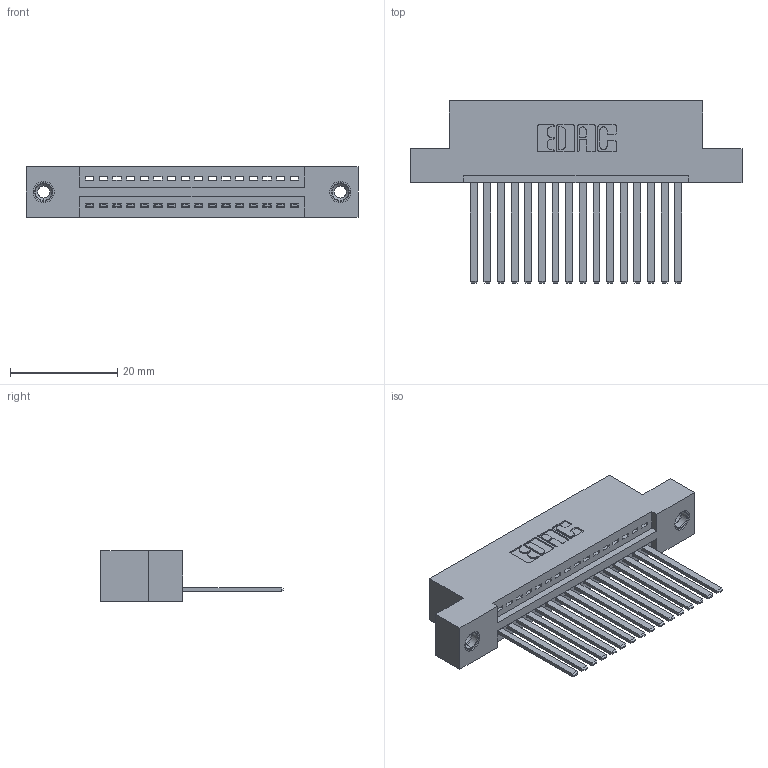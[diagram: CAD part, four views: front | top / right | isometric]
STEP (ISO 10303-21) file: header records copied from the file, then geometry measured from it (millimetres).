
FILE_DESCRIPTION (( 'STEP AP203' ), '1' );
FILE_NAME ('395-016-544-108.STEP', '2018-11-06T20:17:00', ( '' ), ( '' ), 'SwSTEP 2.0', 'SolidWorks 2016', '' );
FILE_SCHEMA (( 'CONFIG_CONTROL_DESIGN' ));
Length unit declared in the file: inch
Products named in the file (4): 345-250-001_345-250-003-102; 345-292-001_345-293-144; 345 Part_Flush Mounting Lugs - 0.156 Dia-TI; 395-016-544-108
Assembly tree (19 placements, depth 2):
  395-016-544-108
    345 Part_Flush Mounting Lugs - 0.156 Dia-TI
    345-292-001_345-293-144  x16
    345-250-001_345-250-003-102  x2
Bounding box: 61.85 x 33.96 x 9.4 mm (x, y, z)
Volume: 5840.3 mm3; surface area: 7983.3 mm2
Topology: 19 solids, 19 shells, 1018 faces, 3005 edges, 1974 vertices
Faces by surface type: plane 688, cylinder 314, cone 12, torus 4
Entity records: 16544 total; most frequent: CARTESIAN_POINT 2847, ORIENTED_EDGE 2790, DIRECTION 2549, EDGE_CURVE 1395, VECTOR 1183, LINE 1183, VERTEX_POINT 924, AXIS2_PLACEMENT_3D 683
